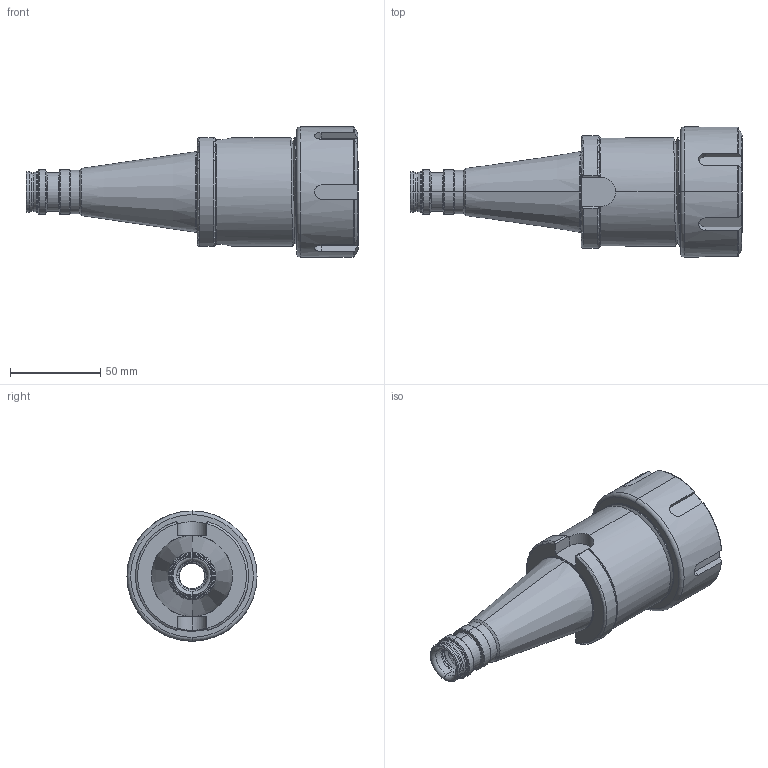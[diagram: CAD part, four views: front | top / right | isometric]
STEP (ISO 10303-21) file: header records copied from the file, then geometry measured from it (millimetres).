
FILE_DESCRIPTION (( 'STEP AP203' ), '1' );
FILE_NAME ('401.01.32.STEP', '2016-11-26T03:50:52', ( '' ), ( '' ), 'SwSTEP 2.0', 'SolidWorks 2012', '' );
FILE_SCHEMA (( 'CONFIG_CONTROL_DESIGN' ));
Length unit declared in the file: millimetre
Products named in the file (7): 401.01.32; OZ螺帽螺絲 M5; OZ32#200 3.96MM鋼珠; OZ32Y1; OZ32002PD; OZ32001PD
Assembly tree (49 placements, depth 3):
  401.01.32
    401.01.32
    OZ32Y1
      OZ32001PD
      OZ32002PD
      OZ螺帽螺絲 M5
      OZ32#200 3.96MM鋼珠  x44
Bounding box: 183.87 x 72 x 72 mm (x, y, z)
Volume: 255650.6 mm3; surface area: 75935.6 mm2
Topology: 48 solids, 48 shells, 434 faces, 1202 edges, 781 vertices
Faces by surface type: cylinder 138, sphere 88, torus 66, cone 57, plane 54, bspline 31
Entity records: 27057 total; most frequent: CARTESIAN_POINT 17350, ORIENTED_EDGE 1792, DIRECTION 1535, EDGE_CURVE 896, AXIS2_PLACEMENT_3D 642, VERTEX_POINT 563, EDGE_LOOP 361, FACE_OUTER_BOUND 348
